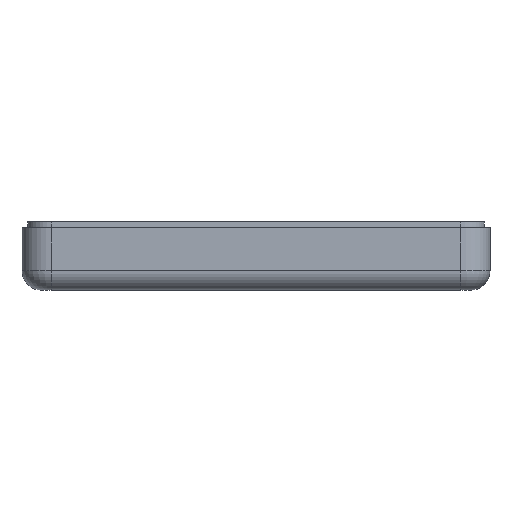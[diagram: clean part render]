
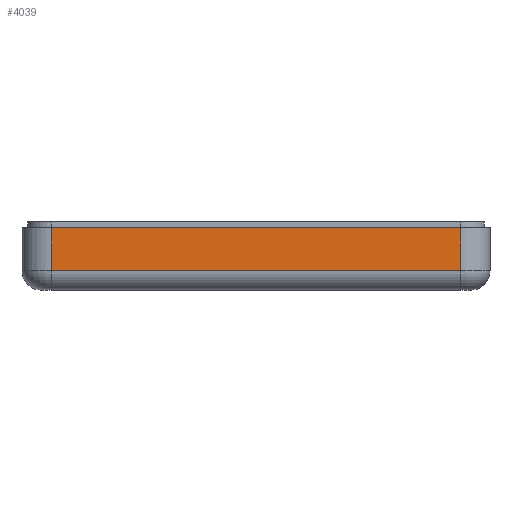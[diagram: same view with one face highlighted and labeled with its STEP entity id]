
A CAD part, front view. The second image highlights one B-rep face of the part: STEP entity #4039.
In plain terms, the highlighted planar face has unit normal (0, -1, 0).
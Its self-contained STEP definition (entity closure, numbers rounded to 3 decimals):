
#28 = EDGE_LOOP ( 'NONE', ( #3938, #415, #2109, #3637 ) ) ;
#107 = LINE ( 'NONE', #2872, #2203 ) ;
#115 = EDGE_CURVE ( 'NONE', #2533, #187, #1720, .T. ) ;
#187 = VERTEX_POINT ( 'NONE', #2234 ) ;
#208 = VECTOR ( 'NONE', #2347, 1000. ) ;
#246 = CARTESIAN_POINT ( 'NONE',  ( 38.059, 11.116, 5.4 ) ) ;
#415 = ORIENTED_EDGE ( 'NONE', *, *, #2997, .T. ) ;
#532 = FACE_OUTER_BOUND ( 'NONE', #28, .T. ) ;
#711 = DIRECTION ( 'NONE',  ( 0., 1., 0. ) ) ;
#1239 = CARTESIAN_POINT ( 'NONE',  ( -3.841, 11.116, 1. ) ) ;
#1321 = CARTESIAN_POINT ( 'NONE',  ( -3.841, 11.116, 5.4 ) ) ;
#1607 = AXIS2_PLACEMENT_3D ( 'NONE', #4041, #711, #3076 ) ;
#1720 = LINE ( 'NONE', #246, #208 ) ;
#1930 = DIRECTION ( 'NONE',  ( 0., 0., -1. ) ) ;
#2016 = EDGE_CURVE ( 'NONE', #187, #2187, #107, .T. ) ;
#2044 = LINE ( 'NONE', #4000, #4168 ) ;
#2109 = ORIENTED_EDGE ( 'NONE', *, *, #2016, .F. ) ;
#2187 = VERTEX_POINT ( 'NONE', #2580 ) ;
#2203 = VECTOR ( 'NONE', #3798, 1000. ) ;
#2234 = CARTESIAN_POINT ( 'NONE',  ( 38.059, 11.116, 5.4 ) ) ;
#2312 = VECTOR ( 'NONE', #1930, 1000. ) ;
#2347 = DIRECTION ( 'NONE',  ( 1., 0., 0. ) ) ;
#2351 = DIRECTION ( 'NONE',  ( 1., 0., 0. ) ) ;
#2533 = VERTEX_POINT ( 'NONE', #1321 ) ;
#2580 = CARTESIAN_POINT ( 'NONE',  ( 38.059, 11.116, 1. ) ) ;
#2673 = LINE ( 'NONE', #3947, #2312 ) ;
#2820 = EDGE_CURVE ( 'NONE', #2533, #3501, #2673, .T. ) ;
#2872 = CARTESIAN_POINT ( 'NONE',  ( 38.059, 11.116, 4. ) ) ;
#2997 = EDGE_CURVE ( 'NONE', #3501, #2187, #2044, .T. ) ;
#3076 = DIRECTION ( 'NONE',  ( 0., 0., 1. ) ) ;
#3357 = PLANE ( 'NONE',  #1607 ) ;
#3501 = VERTEX_POINT ( 'NONE', #1239 ) ;
#3637 = ORIENTED_EDGE ( 'NONE', *, *, #115, .F. ) ;
#3798 = DIRECTION ( 'NONE',  ( 0., 0., -1. ) ) ;
#3938 = ORIENTED_EDGE ( 'NONE', *, *, #2820, .T. ) ;
#3947 = CARTESIAN_POINT ( 'NONE',  ( -3.841, 11.116, 4. ) ) ;
#4000 = CARTESIAN_POINT ( 'NONE',  ( 38.059, 11.116, 1. ) ) ;
#4039 = ADVANCED_FACE ( 'NONE', ( #532 ), #3357, .F. ) ;
#4041 = CARTESIAN_POINT ( 'NONE',  ( -3.841, 11.116, 4. ) ) ;
#4168 = VECTOR ( 'NONE', #2351, 1000. ) ;
